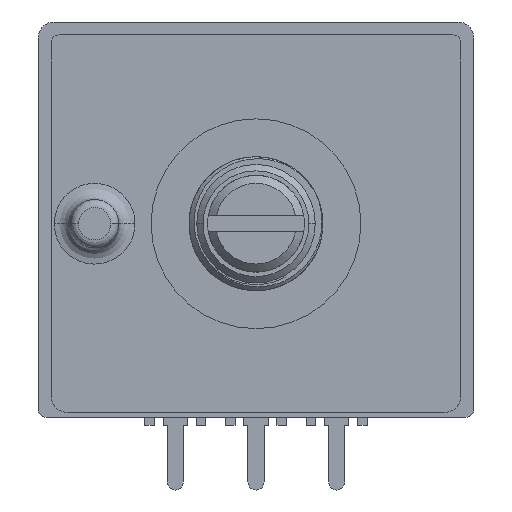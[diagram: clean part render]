
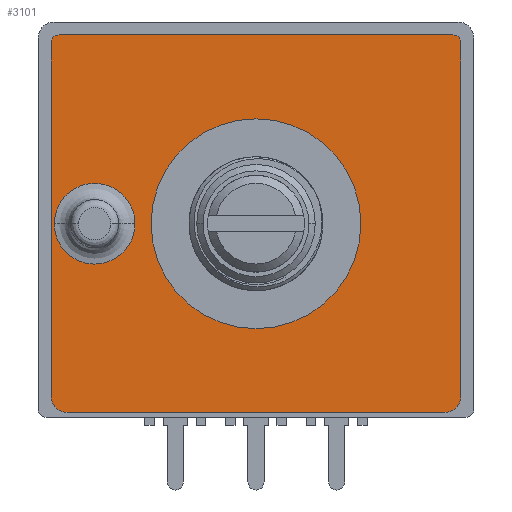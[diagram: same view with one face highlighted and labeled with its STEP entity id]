
A CAD part, front view. The second image highlights one B-rep face of the part: STEP entity #3101.
In plain terms, the highlighted planar face has unit normal (0, -1, 0).
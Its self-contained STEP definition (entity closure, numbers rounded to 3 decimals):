
#2567=CARTESIAN_POINT('',(-12.5,2.2,12.5));
#2568=VERTEX_POINT('',#2567);
#2576=CARTESIAN_POINT('',(-7.5,2.2,12.5));
#2577=VERTEX_POINT('',#2576);
#2578=CARTESIAN_POINT('',(-7.5,2.2,12.5));
#2579=CARTESIAN_POINT('',(-7.5,2.2,12.023));
#2580=CARTESIAN_POINT('',(-7.676,2.2,11.58));
#2581=CARTESIAN_POINT('',(-7.866,2.2,11.099));
#2582=CARTESIAN_POINT('',(-8.232,2.2,10.732));
#2583=CARTESIAN_POINT('',(-8.598,2.2,10.366));
#2584=CARTESIAN_POINT('',(-9.08,2.2,10.176));
#2585=CARTESIAN_POINT('',(-9.523,2.2,10.));
#2586=CARTESIAN_POINT('',(-10.,2.2,10.0));
#2587=CARTESIAN_POINT('',(-10.476,2.2,10.));
#2588=CARTESIAN_POINT('',(-10.92,2.2,10.176));
#2589=CARTESIAN_POINT('',(-11.401,2.2,10.366));
#2590=CARTESIAN_POINT('',(-11.768,2.2,10.732));
#2591=CARTESIAN_POINT('',(-12.134,2.2,11.098));
#2592=CARTESIAN_POINT('',(-12.324,2.2,11.58));
#2593=CARTESIAN_POINT('',(-12.5,2.2,12.022));
#2594=CARTESIAN_POINT('',(-12.5,2.2,12.5));
#2595=B_SPLINE_CURVE_WITH_KNOTS('',2,(#2578,#2579,#2580,#2581,#2582,#2583,#2584,#2585,#2586,#2587,
    #2588,#2589,#2590,#2591,#2592,#2593,#2594),.UNSPECIFIED.,.F.,.U.,
 (3,2,2,2,2,2,2,2,3),(0.0,0.125,0.25,0.375,0.5,0.625,0.75,0.875,1.0),.UNSPECIFIED.);
#2596=EDGE_CURVE('n� 5792',#2577,#2568,#2595,.T.);
#2620=CARTESIAN_POINT('',(-12.5,2.2,12.5));
#2621=CARTESIAN_POINT('',(-12.5,2.2,12.977));
#2622=CARTESIAN_POINT('',(-12.324,2.2,13.42));
#2623=CARTESIAN_POINT('',(-12.134,2.2,13.901));
#2624=CARTESIAN_POINT('',(-11.768,2.2,14.268));
#2625=CARTESIAN_POINT('',(-11.402,2.2,14.634));
#2626=CARTESIAN_POINT('',(-10.92,2.2,14.824));
#2627=CARTESIAN_POINT('',(-10.477,2.2,15.));
#2628=CARTESIAN_POINT('',(-10.,2.2,15.0));
#2629=CARTESIAN_POINT('',(-9.524,2.2,15.));
#2630=CARTESIAN_POINT('',(-9.08,2.2,14.824));
#2631=CARTESIAN_POINT('',(-8.599,2.2,14.634));
#2632=CARTESIAN_POINT('',(-8.232,2.2,14.268));
#2633=CARTESIAN_POINT('',(-7.866,2.2,13.902));
#2634=CARTESIAN_POINT('',(-7.676,2.2,13.42));
#2635=CARTESIAN_POINT('',(-7.5,2.2,12.978));
#2636=CARTESIAN_POINT('',(-7.5,2.2,12.5));
#2637=B_SPLINE_CURVE_WITH_KNOTS('',2,(#2620,#2621,#2622,#2623,#2624,#2625,#2626,#2627,#2628,#2629,
    #2630,#2631,#2632,#2633,#2634,#2635,#2636),.UNSPECIFIED.,.F.,.U.,
 (3,2,2,2,2,2,2,2,3),(0.0,0.125,0.25,0.375,0.5,0.625,0.75,0.875,1.0),.UNSPECIFIED.);
#2638=EDGE_CURVE('n� 5791',#2568,#2577,#2637,.T.);
#2653=CARTESIAN_POINT('',(-6.5,2.2,12.5));
#2654=VERTEX_POINT('',#2653);
#2661=CARTESIAN_POINT('',(6.5,2.2,12.5));
#2662=VERTEX_POINT('',#2661);
#2663=CARTESIAN_POINT('',(0.,2.2,12.5));
#2664=DIRECTION('',(0.0,1.0,0.0));
#2665=DIRECTION('',(0.0,-0.0,1.0));
#2666=AXIS2_PLACEMENT_3D('',#2663,#2664,#2665);
#2667=CIRCLE('',#2666,6.5);
#2668=EDGE_CURVE('n� 5782',#2662,#2654,#2667,.T.);
#2685=CARTESIAN_POINT('',(0.,2.2,12.5));
#2686=DIRECTION('',(0.0,1.0,0.0));
#2687=DIRECTION('',(0.0,-0.0,1.0));
#2688=AXIS2_PLACEMENT_3D('',#2685,#2686,#2687);
#2689=CIRCLE('',#2688,6.5);
#2690=EDGE_CURVE('n� 5781',#2654,#2662,#2689,.T.);
#2922=CARTESIAN_POINT('',(-12.7,2.2,1.8));
#2923=VERTEX_POINT('',#2922);
#2924=CARTESIAN_POINT('',(-11.7,2.2,0.8));
#2925=VERTEX_POINT('',#2924);
#2926=CARTESIAN_POINT('',(-11.7,2.2,1.8));
#2927=DIRECTION('',(-0.0,-1.0,-0.0));
#2928=DIRECTION('',(0.0,-0.0,1.0));
#2929=AXIS2_PLACEMENT_3D('',#2926,#2927,#2928);
#2930=CIRCLE('',#2929,1.0);
#2931=EDGE_CURVE('n� 5790',#2923,#2925,#2930,.T.);
#2964=CARTESIAN_POINT('',(-12.2,2.2,24.2));
#2965=VERTEX_POINT('',#2964);
#2966=CARTESIAN_POINT('',(-12.7,2.2,23.7));
#2967=VERTEX_POINT('',#2966);
#2968=CARTESIAN_POINT('',(-12.2,2.2,23.7));
#2969=DIRECTION('',(-0.0,-1.0,-0.0));
#2970=DIRECTION('',(0.0,-0.0,1.0));
#2971=AXIS2_PLACEMENT_3D('',#2968,#2969,#2970);
#2972=CIRCLE('',#2971,0.5);
#2973=EDGE_CURVE('n� 5784',#2965,#2967,#2972,.T.);
#3006=CARTESIAN_POINT('',(11.7,2.2,0.8));
#3007=VERTEX_POINT('',#3006);
#3008=CARTESIAN_POINT('',(12.7,2.2,1.8));
#3009=VERTEX_POINT('',#3008);
#3010=CARTESIAN_POINT('',(11.7,2.2,1.8));
#3011=DIRECTION('',(-0.0,-1.0,-0.0));
#3012=DIRECTION('',(0.0,-0.0,1.0));
#3013=AXIS2_PLACEMENT_3D('',#3010,#3011,#3012);
#3014=CIRCLE('',#3013,1.0);
#3015=EDGE_CURVE('n� 5788',#3007,#3009,#3014,.T.);
#3048=ORIENTED_EDGE('',*,*,#2668,.T.);
#3049=ORIENTED_EDGE('',*,*,#2690,.T.);
#3050=EDGE_LOOP('',(#3048,#3049));
#3051=FACE_OUTER_BOUND('',#3050,.T.);
#3052=ORIENTED_EDGE('',*,*,#2973,.T.);
#3053=CARTESIAN_POINT('',(-12.7,2.2,23.7));
#3054=DIRECTION('',(0.0,0.0,-1.0));
#3055=VECTOR('',#3054,1.0);
#3056=LINE('',#3053,#3055);
#3057=EDGE_CURVE('n� 4864',#2967,#2923,#3056,.T.);
#3058=ORIENTED_EDGE('',*,*,#3057,.T.);
#3059=ORIENTED_EDGE('',*,*,#2931,.T.);
#3060=CARTESIAN_POINT('',(-11.7,2.2,0.8));
#3061=DIRECTION('',(1.0,0.0,0.0));
#3062=VECTOR('',#3061,1.0);
#3063=LINE('',#3060,#3062);
#3064=EDGE_CURVE('n� 4893',#2925,#3007,#3063,.T.);
#3065=ORIENTED_EDGE('',*,*,#3064,.T.);
#3066=ORIENTED_EDGE('',*,*,#3015,.T.);
#3067=CARTESIAN_POINT('',(12.7,2.2,23.7));
#3068=VERTEX_POINT('',#3067);
#3069=CARTESIAN_POINT('',(12.7,2.2,23.7));
#3070=DIRECTION('',(-0.0,0.0,1.0));
#3071=VECTOR('',#3070,1.0);
#3072=LINE('',#3069,#3071);
#3073=EDGE_CURVE('n� 4806',#3009,#3068,#3072,.T.);
#3074=ORIENTED_EDGE('',*,*,#3073,.T.);
#3075=CARTESIAN_POINT('',(12.2,2.2,24.2));
#3076=VERTEX_POINT('',#3075);
#3077=CARTESIAN_POINT('',(12.2,2.2,23.7));
#3078=DIRECTION('',(0.0,1.0,0.0));
#3079=DIRECTION('',(0.0,-0.0,1.0));
#3080=AXIS2_PLACEMENT_3D('',#3077,#3078,#3079);
#3081=CIRCLE('',#3080,0.5);
#3082=EDGE_CURVE('n� 5749',#3076,#3068,#3081,.T.);
#3083=ORIENTED_EDGE('',*,*,#3082,.F.);
#3084=CARTESIAN_POINT('',(-12.2,2.2,24.2));
#3085=DIRECTION('',(-1.0,0.0,-0.0));
#3086=VECTOR('',#3085,1.0);
#3087=LINE('',#3084,#3086);
#3088=EDGE_CURVE('n� 4835',#3076,#2965,#3087,.T.);
#3089=ORIENTED_EDGE('',*,*,#3088,.T.);
#3090=EDGE_LOOP('',(#3052,#3058,#3059,#3065,#3066,#3074,#3083,#3089));
#3091=FACE_BOUND('',#3090,.T.);
#3092=ORIENTED_EDGE('',*,*,#2596,.T.);
#3093=ORIENTED_EDGE('',*,*,#2638,.T.);
#3094=EDGE_LOOP('',(#3092,#3093));
#3095=FACE_BOUND('',#3094,.T.);
#3096=CARTESIAN_POINT('',(-11.7,2.2,1.8));
#3097=DIRECTION('',(0.0,-1.0,0.0));
#3098=DIRECTION('',(0.0,-0.0,-1.0));
#3099=AXIS2_PLACEMENT_3D('',#3096,#3097,#3098);
#3100=PLANE('',#3099);
#3101=ADVANCED_FACE('n� 5776',(#3051,#3091,#3095),#3100,.T.);
